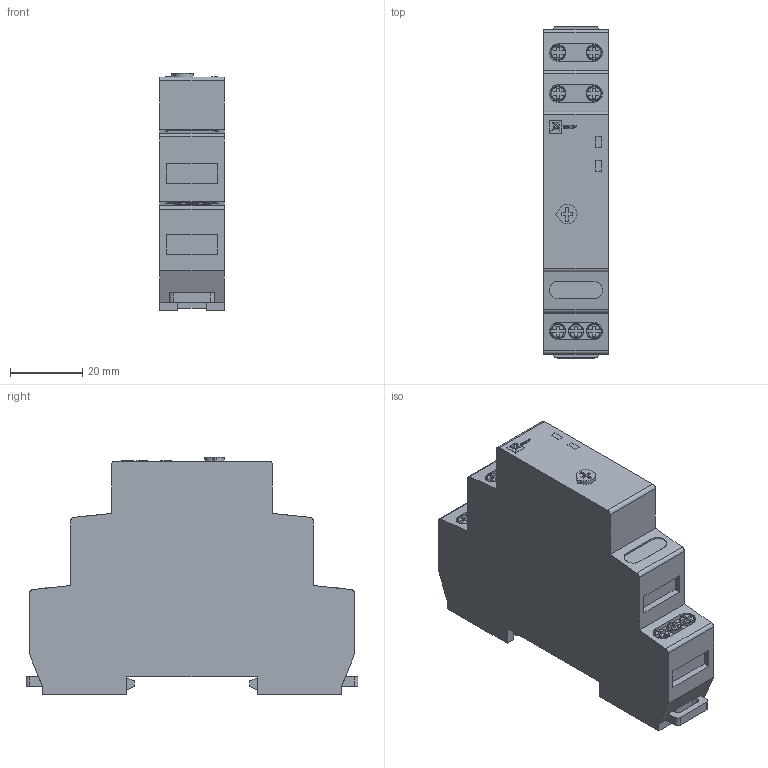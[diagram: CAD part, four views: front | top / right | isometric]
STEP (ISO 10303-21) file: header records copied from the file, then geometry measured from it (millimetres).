
FILE_DESCRIPTION (( 'STEP AP203' ), '1' );
FILE_NAME ('Èìïóëüñíîå ðåëå ñ çàäåðæêîé îòêëþ÷åíèÿ RIO-2 (rio-2).STEP', '2018-09-04T05:56:19', ( '' ), ( '' ), 'SwSTEP 2.0', 'SolidWorks 2017', '' );
FILE_SCHEMA (( 'CONFIG_CONTROL_DESIGN' ));
Length unit declared in the file: millimetre
Products named in the file (1): Èìïóëüñíîå ðåëå ñ çàäåðæêîé îòêëþ÷åíèÿ RIO-2 (rio-2)
Bounding box: 17.8 x 92 x 65.9 mm (x, y, z)
Volume: 77983.8 mm3; surface area: 16650.6 mm2
Topology: 1 solids, 1 shells, 389 faces, 1050 edges, 696 vertices
Faces by surface type: plane 284, cylinder 73, bspline 18, torus 14
Entity records: 12817 total; most frequent: CARTESIAN_POINT 2978, ORIENTED_EDGE 2100, DIRECTION 1898, EDGE_CURVE 1050, VECTOR 794, LINE 794, VERTEX_POINT 696, AXIS2_PLACEMENT_3D 552
